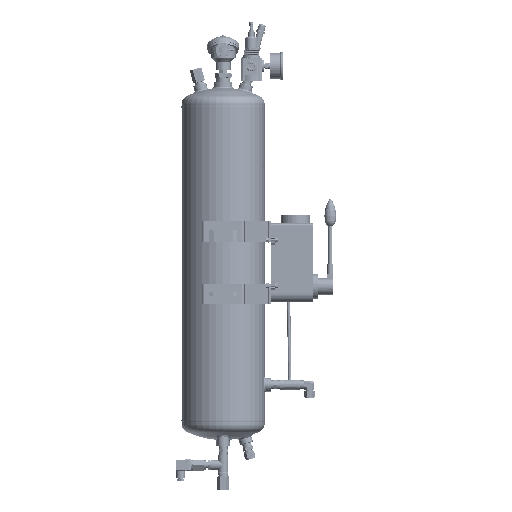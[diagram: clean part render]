
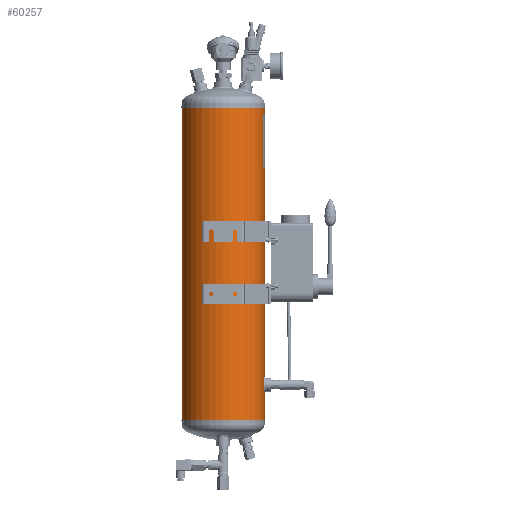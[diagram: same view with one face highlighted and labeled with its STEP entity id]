
A CAD part, left-side view. The second image highlights one B-rep face of the part: STEP entity #60257.
In plain terms, the highlighted cylindrical face has radius 100 mm (diameter 200 mm), a partial arc.
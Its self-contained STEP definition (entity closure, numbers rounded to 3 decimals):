
#3915=B_SPLINE_CURVE_WITH_KNOTS('',3,(#94575,#94576,#94577,#94578,#94579,
#94580,#94581,#94582,#94583,#94584,#94585),.UNSPECIFIED.,.T.,.F.,(1,1,1,
1,1,1,1,1,1,1,1,1,1,1,1),(-0.012,-0.008,-0.004,
0.,0.004,0.008,0.012,0.016,
0.02,0.023,0.027,0.031,
0.035,0.039,0.043),.UNSPECIFIED.);
#3916=B_SPLINE_CURVE_WITH_KNOTS('',3,(#94587,#94588,#94589,#94590,#94591,
#94592,#94593,#94594,#94595,#94596,#94597),.UNSPECIFIED.,.T.,.F.,(1,1,1,
1,1,1,1,1,1,1,1,1,1,1,1),(-0.012,-0.008,-0.004,
0.,0.004,0.008,0.012,0.016,
0.02,0.023,0.027,0.031,
0.035,0.039,0.043),.UNSPECIFIED.);
#3917=B_SPLINE_CURVE_WITH_KNOTS('',3,(#94599,#94600,#94601,#94602,#94603,
#94604,#94605,#94606,#94607,#94608,#94609,#94610,#94611,#94612,#94613,#94614,
#94615,#94616,#94617),.UNSPECIFIED.,.T.,.F.,(1,1,1,1,1,1,1,1,1,1,1,1,1,
1,1,1,1,1,1,1,1,1,1),(-0.018,-0.012,-0.006,
0.,0.006,0.012,0.018,
0.023,0.029,0.035,0.041,
0.047,0.053,0.059,0.065,
0.07,0.076,0.082,0.088,
0.094,0.1,0.106,0.112),
 .UNSPECIFIED.);
#6385=LINE('',#94619,#10391);
#6386=LINE('',#94624,#10392);
#10391=VECTOR('',#78126,1000.);
#10392=VECTOR('',#78129,1000.);
#14402=ORIENTED_EDGE('',*,*,#32368,.T.);
#14403=ORIENTED_EDGE('',*,*,#32369,.T.);
#14404=ORIENTED_EDGE('',*,*,#32370,.T.);
#14405=ORIENTED_EDGE('',*,*,#32371,.T.);
#14406=ORIENTED_EDGE('',*,*,#32372,.T.);
#14407=ORIENTED_EDGE('',*,*,#32373,.F.);
#14408=ORIENTED_EDGE('',*,*,#32374,.F.);
#32368=EDGE_CURVE('',#41351,#41351,#3915,.T.);
#32369=EDGE_CURVE('',#41352,#41352,#3916,.T.);
#32370=EDGE_CURVE('',#41353,#41353,#3917,.T.);
#32371=EDGE_CURVE('',#41354,#41355,#6385,.T.);
#32372=EDGE_CURVE('',#41355,#41356,#47602,.T.);
#32373=EDGE_CURVE('',#41357,#41356,#6386,.T.);
#32374=EDGE_CURVE('',#41354,#41357,#47603,.T.);
#41351=VERTEX_POINT('',#94586);
#41352=VERTEX_POINT('',#94598);
#41353=VERTEX_POINT('',#94618);
#41354=VERTEX_POINT('',#94620);
#41355=VERTEX_POINT('',#94621);
#41356=VERTEX_POINT('',#94623);
#41357=VERTEX_POINT('',#94625);
#47602=CIRCLE('',#71919,100.);
#47603=CIRCLE('',#71920,100.);
#49738=EDGE_LOOP('',(#14402));
#49739=EDGE_LOOP('',(#14403));
#49740=EDGE_LOOP('',(#14404));
#49741=EDGE_LOOP('',(#14405,#14406,#14407,#14408));
#54542=FACE_BOUND('',#49738,.T.);
#54543=FACE_BOUND('',#49739,.T.);
#54544=FACE_BOUND('',#49740,.T.);
#54545=FACE_BOUND('',#49741,.T.);
#59344=CYLINDRICAL_SURFACE('',#71918,100.);
#60257=ADVANCED_FACE('',(#54542,#54543,#54544,#54545),#59344,.T.);
#71918=AXIS2_PLACEMENT_3D('',#94574,#78124,#78125);
#71919=AXIS2_PLACEMENT_3D('',#94622,#78127,#78128);
#71920=AXIS2_PLACEMENT_3D('',#94626,#78130,#78131);
#78124=DIRECTION('',(0.,-1.,0.));
#78125=DIRECTION('',(0.,0.,-1.));
#78126=DIRECTION('',(0.,-1.,0.));
#78127=DIRECTION('',(0.,1.,0.));
#78128=DIRECTION('',(1.,0.,0.));
#78129=DIRECTION('',(0.,-1.,0.));
#78130=DIRECTION('',(0.,1.,0.));
#78131=DIRECTION('',(1.,0.,0.));
#94574=CARTESIAN_POINT('',(0.,750.,0.));
#94575=CARTESIAN_POINT('',(-3.915,48.922,-99.938));
#94576=CARTESIAN_POINT('',(-5.542,44.999,-99.844));
#94577=CARTESIAN_POINT('',(-3.916,41.082,-99.938));
#94578=CARTESIAN_POINT('',(-0.004,39.46,-100.031));
#94579=CARTESIAN_POINT('',(3.917,41.079,-99.938));
#94580=CARTESIAN_POINT('',(5.54,44.999,-99.844));
#94581=CARTESIAN_POINT('',(3.922,48.913,-99.937));
#94582=CARTESIAN_POINT('',(0.006,50.541,-100.031));
#94583=CARTESIAN_POINT('',(-3.915,48.922,-99.938));
#94584=CARTESIAN_POINT('',(-5.542,44.999,-99.844));
#94585=CARTESIAN_POINT('',(-3.916,41.082,-99.938));
#94586=CARTESIAN_POINT('',(-5.,45.,-99.875));
#94587=CARTESIAN_POINT('',(-3.915,158.922,-99.938));
#94588=CARTESIAN_POINT('',(-5.542,154.999,-99.844));
#94589=CARTESIAN_POINT('',(-3.916,151.082,-99.938));
#94590=CARTESIAN_POINT('',(-0.004,149.46,-100.031));
#94591=CARTESIAN_POINT('',(3.917,151.079,-99.938));
#94592=CARTESIAN_POINT('',(5.54,154.999,-99.844));
#94593=CARTESIAN_POINT('',(3.922,158.913,-99.937));
#94594=CARTESIAN_POINT('',(0.006,160.541,-100.031));
#94595=CARTESIAN_POINT('',(-3.915,158.922,-99.938));
#94596=CARTESIAN_POINT('',(-5.542,154.999,-99.844));
#94597=CARTESIAN_POINT('',(-3.916,151.082,-99.938));
#94598=CARTESIAN_POINT('',(-5.,155.,-99.875));
#94599=CARTESIAN_POINT('',(-98.994,672.42,14.208));
#94600=CARTESIAN_POINT('',(-98.806,666.495,15.395));
#94601=CARTESIAN_POINT('',(-98.993,660.6,14.214));
#94602=CARTESIAN_POINT('',(-99.436,655.617,10.88));
#94603=CARTESIAN_POINT('',(-99.878,652.286,5.9));
#94604=CARTESIAN_POINT('',(-100.061,651.109,0.009));
#94605=CARTESIAN_POINT('',(-99.879,652.279,-5.887));
#94606=CARTESIAN_POINT('',(-99.437,655.615,-10.879));
#94607=CARTESIAN_POINT('',(-98.992,660.601,-14.215));
#94608=CARTESIAN_POINT('',(-98.807,666.494,-15.391));
#94609=CARTESIAN_POINT('',(-98.992,672.387,-14.219));
#94610=CARTESIAN_POINT('',(-99.435,677.371,-10.892));
#94611=CARTESIAN_POINT('',(-99.877,680.709,-5.914));
#94612=CARTESIAN_POINT('',(-100.061,681.893,-0.013));
#94613=CARTESIAN_POINT('',(-99.878,680.72,5.889));
#94614=CARTESIAN_POINT('',(-99.437,677.387,10.874));
#94615=CARTESIAN_POINT('',(-98.994,672.42,14.208));
#94616=CARTESIAN_POINT('',(-98.806,666.495,15.395));
#94617=CARTESIAN_POINT('',(-98.993,660.6,14.214));
#94618=CARTESIAN_POINT('',(-98.869,666.5,15.));
#94619=CARTESIAN_POINT('',(0.254,801.561,100.));
#94620=CARTESIAN_POINT('',(0.254,750.,100.));
#94621=CARTESIAN_POINT('',(0.254,0.,100.));
#94622=CARTESIAN_POINT('',(0.,0.,0.));
#94623=CARTESIAN_POINT('',(-0.254,0.,100.));
#94624=CARTESIAN_POINT('',(-0.254,801.561,100.));
#94625=CARTESIAN_POINT('',(-0.254,750.,100.));
#94626=CARTESIAN_POINT('',(0.,750.,0.));
